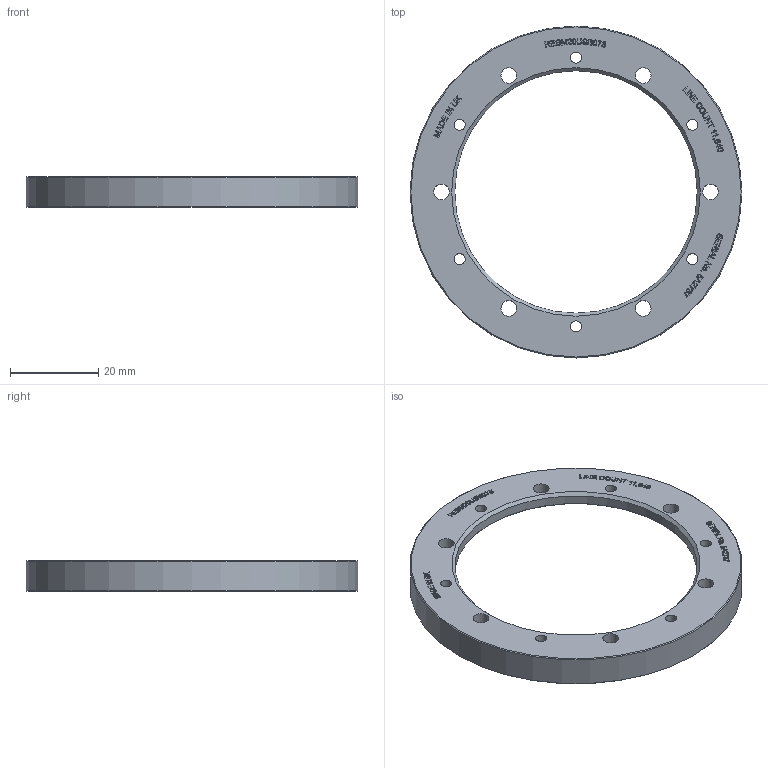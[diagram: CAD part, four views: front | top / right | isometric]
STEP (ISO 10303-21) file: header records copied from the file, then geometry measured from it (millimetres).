
FILE_DESCRIPTION(/* description */ (''),/* implementation_level */ '2;1');
FILE_NAME(/* name */ 'LA-9517-4818-01',/* time_stamp */ '2007-08-31T11:39:07+01:00',/* author */ (''),/* organization */ (''),/* preprocessor_version */ 'ST-DEVELOPER v9',/* originating_system */ 'UGS - NX 3.0',/* authorisation */ '');
FILE_SCHEMA (('CONFIG_CONTROL_DESIGN'));
Length unit declared in the file: millimetre
Products named in the file (1): lm1109FBmmab
Bounding box: 75.35 x 75.35 x 7 mm (x, y, z)
Volume: 8558.1 mm3; surface area: 6890.5 mm2
Topology: 1 solids, 1 shells, 651 faces, 1742 edges, 1160 vertices
Faces by surface type: plane 396, extrusion 234, cylinder 15, cone 5, torus 1
Full cylindrical faces by diameter (mm): 2.5 x6, 3.55 x6, 55.02 x1, 68 x1, 75.35 x1
Entity records: 21142 total; most frequent: CARTESIAN_POINT 5692, ORIENTED_EDGE 3438, DIRECTION 2357, EDGE_CURVE 1719, VECTOR 1449, LINE 1215, VERTEX_POINT 1158, EDGE_LOOP 765
